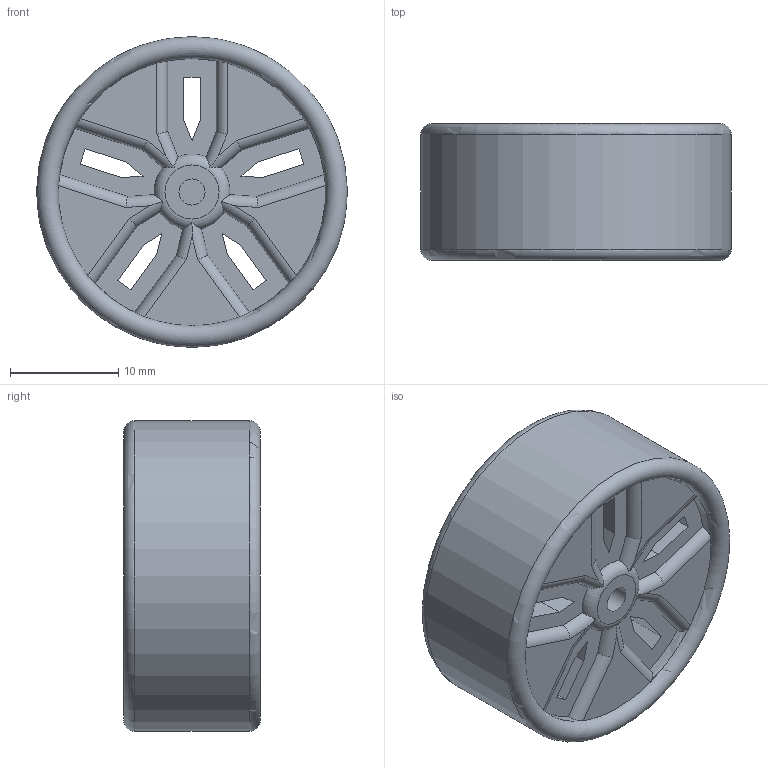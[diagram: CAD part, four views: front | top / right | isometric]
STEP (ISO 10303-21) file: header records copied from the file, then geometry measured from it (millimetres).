
FILE_DESCRIPTION(/* description */ (''),/* implementation_level */ '2;1');
FILE_NAME(/* name */ 'Aerodynamic Wheel 1 v2.step',/* time_stamp */ '2024-07-02T20:33:15-07:00',/* author */ (''),/* organization */ (''),/* preprocessor_version */ 'ST-DEVELOPER v20',/* originating_system */ 'Autodesk Translation Framework v13.14.0.145',/* authorisation */ '');
FILE_SCHEMA (('AUTOMOTIVE_DESIGN { 1 0 10303 214 3 1 1 }'));
Length unit declared in the file: millimetre
Products named in the file (1): Aerodynamic Wheel 1
Bounding box: 28.65 x 12.6 x 28.65 mm (x, y, z)
Volume: 6337.9 mm3; surface area: 3138.4 mm2
Topology: 1 solids, 1 shells, 104 faces, 282 edges, 181 vertices
Faces by surface type: cylinder 52, plane 48, torus 4
Full cylindrical faces by diameter (mm): 2.4 x1, 28.65 x1
Entity records: 3636 total; most frequent: CARTESIAN_POINT 968, ORIENTED_EDGE 564, DIRECTION 537, EDGE_CURVE 282, AXIS2_PLACEMENT_3D 190, VERTEX_POINT 181, LINE 157, VECTOR 157
